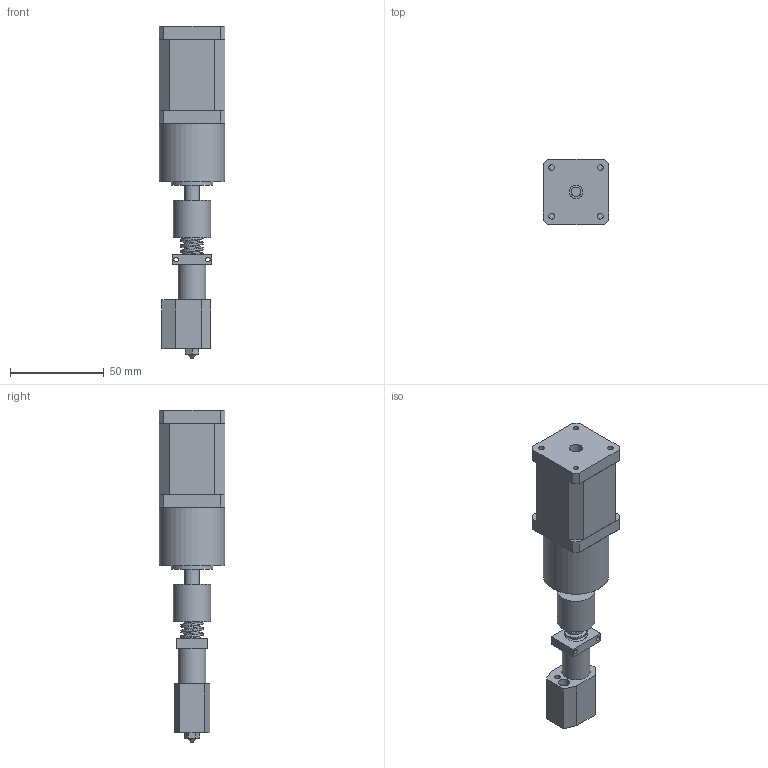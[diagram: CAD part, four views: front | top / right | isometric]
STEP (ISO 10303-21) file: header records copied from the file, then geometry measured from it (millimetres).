
FILE_DESCRIPTION(/* description */ ('','CAx-IF Rec.Pracs.---Representation and Presentation of Product Manufacturing Information (PMI)---4.0---2014-10-13'),/* implementation_level */ '2;1');
FILE_NAME(/* name */ 'Greenboy Extruder.step',/* time_stamp */ '2025-03-24T01:29:35-07:00',/* author */ (''),/* organization */ (''),/* preprocessor_version */ 'ST-DEVELOPER v20',/* originating_system */ 'Autodesk Translation Framework v13.20.0.188',/* authorisation */ '');
FILE_SCHEMA (('AP242_MANAGED_MODEL_BASED_3D_ENGINEERING_MIM_LF { 1 0 10303 442 1 1 4 }'));
Length unit declared in the file: millimetre
Products named in the file (10): Greenboy Extruder; Nema14 stepper 42mm (2); nema14_base.step (1):1 (1):1; nema14_centro.step (1):1 (1):1; nema14_eje.step (1):1 (1):1; nema14_techo.step (1):1 (1):1; Gear reducer; Shaft coupler; Greenboy Hotend; v6-style nozzle
Assembly tree (9 placements, depth 3):
  Greenboy Extruder
    Nema14 stepper 42mm (2)
      nema14_base.step (1):1 (1):1
      nema14_centro.step (1):1 (1):1
      nema14_eje.step (1):1 (1):1
      nema14_techo.step (1):1 (1):1
    Gear reducer
    Shaft coupler
    Greenboy Hotend
      v6-style nozzle
Bounding box: 35 x 35 x 177 mm (x, y, z)
Volume: 112984.8 mm3; surface area: 38447.9 mm2
Topology: 10 solids, 10 shells, 179 faces, 438 edges, 289 vertices
Faces by surface type: cylinder 97, plane 74, bspline 4, torus 2, cone 2
Full cylindrical faces by diameter (mm): 0.4 x1, 1.75 x1, 2.529 x2, 3 x9, 4.744 x2, 5 x3, 5.884 x4, 6 x1, 7 x1, 8 x2, 8.318 x19, 11.882 x19, 12 x1, 14.85 x1, 15 x1, 20 x1, 22 x3, 35 x1
Entity records: 11098 total; most frequent: CARTESIAN_POINT 6667, ORIENTED_EDGE 876, DIRECTION 789, EDGE_CURVE 438, VERTEX_POINT 289, AXIS2_PLACEMENT_3D 281, LINE 227, VECTOR 227
